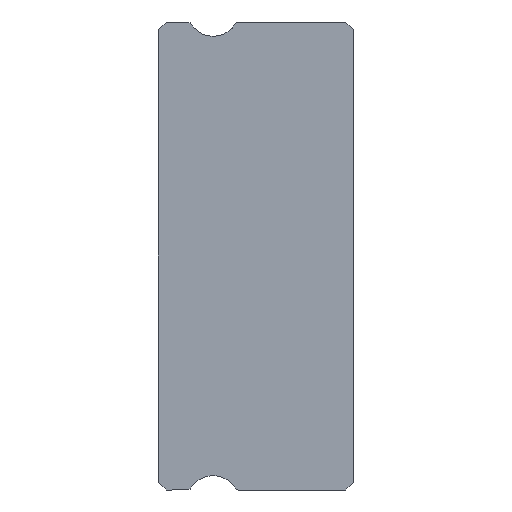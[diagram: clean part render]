
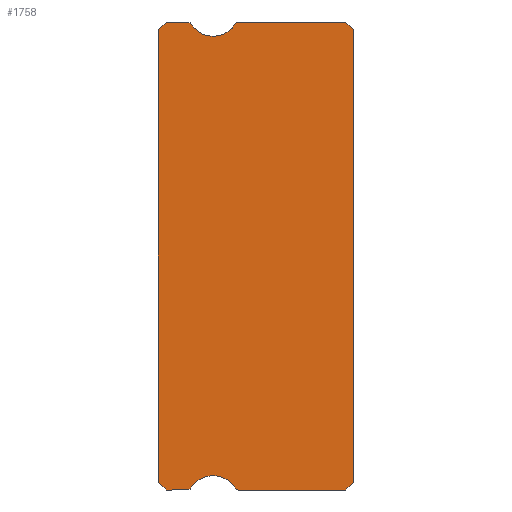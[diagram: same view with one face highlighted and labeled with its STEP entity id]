
A CAD part, left-side view. The second image highlights one B-rep face of the part: STEP entity #1758.
In plain terms, the highlighted planar face has unit normal (-1, 0, 0).
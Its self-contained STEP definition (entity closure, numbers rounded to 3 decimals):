
#16 = CARTESIAN_POINT ( 'NONE',  ( -10., 7.2, -9. ) ) ;
#28 = EDGE_CURVE ( 'NONE', #2595, #1483, #546, .T. ) ;
#39 = CARTESIAN_POINT ( 'NONE',  ( -10., 6.253, -8.928 ) ) ;
#87 = DIRECTION ( 'NONE',  ( 0., -1., 0. ) ) ;
#128 = LINE ( 'NONE', #2561, #1710 ) ;
#150 = LINE ( 'NONE', #1369, #3144 ) ;
#162 = LINE ( 'NONE', #1385, #3528 ) ;
#225 = EDGE_CURVE ( 'NONE', #3209, #3346, #472, .T. ) ;
#227 = EDGE_CURVE ( 'NONE', #2971, #2967, #2423, .T. ) ;
#247 = CARTESIAN_POINT ( 'NONE',  ( -10., 5.4, 9.45 ) ) ;
#288 = CARTESIAN_POINT ( 'NONE',  ( -10., 4.547, 8.928 ) ) ;
#303 = DIRECTION ( 'NONE',  ( 1., 0., 0. ) ) ;
#363 = AXIS2_PLACEMENT_3D ( 'NONE', #2062, #1844, #2670 ) ;
#393 = LINE ( 'NONE', #1979, #952 ) ;
#468 = EDGE_CURVE ( 'NONE', #1903, #960, #682, .T. ) ;
#472 = CIRCLE ( 'NONE', #605, 0.15 ) ;
#502 = LINE ( 'NONE', #3171, #2784 ) ;
#504 = DIRECTION ( 'NONE',  ( 1., 0., 0. ) ) ;
#521 = DIRECTION ( 'NONE',  ( 0., 0., 1. ) ) ;
#546 = LINE ( 'NONE', #3822, #2936 ) ;
#560 = CARTESIAN_POINT ( 'NONE',  ( -10., 7.5, 8.85 ) ) ;
#564 = DIRECTION ( 'NONE',  ( 0., 0.707, -0.707 ) ) ;
#569 = DIRECTION ( 'NONE',  ( -1., 0., 0. ) ) ;
#605 = AXIS2_PLACEMENT_3D ( 'NONE', #984, #2457, #1231 ) ;
#606 = CARTESIAN_POINT ( 'NONE',  ( -10., 7.5, 8.7 ) ) ;
#682 = CIRCLE ( 'NONE', #363, 0.15 ) ;
#740 = ORIENTED_EDGE ( 'NONE', *, *, #3104, .F. ) ;
#757 = ORIENTED_EDGE ( 'NONE', *, *, #227, .F. ) ;
#779 = VERTEX_POINT ( 'NONE', #2484 ) ;
#785 = EDGE_CURVE ( 'NONE', #2849, #2829, #128, .T. ) ;
#820 = DIRECTION ( 'NONE',  ( 0., 0.707, -0.707 ) ) ;
#941 = EDGE_CURVE ( 'NONE', #2829, #960, #162, .T. ) ;
#952 = VECTOR ( 'NONE', #87, 1000. ) ;
#960 = VERTEX_POINT ( 'NONE', #2327 ) ;
#984 = CARTESIAN_POINT ( 'NONE',  ( -10., 4.419, 8.85 ) ) ;
#1078 = LINE ( 'NONE', #1666, #3039 ) ;
#1093 = CARTESIAN_POINT ( 'NONE',  ( -10., 5.4, -9.45 ) ) ;
#1111 = ORIENTED_EDGE ( 'NONE', *, *, #785, .T. ) ;
#1130 = ORIENTED_EDGE ( 'NONE', *, *, #225, .F. ) ;
#1138 = CARTESIAN_POINT ( 'NONE',  ( -10., 7.2, 9. ) ) ;
#1223 = ORIENTED_EDGE ( 'NONE', *, *, #1534, .T. ) ;
#1231 = DIRECTION ( 'NONE',  ( 0., 0., -1. ) ) ;
#1303 = DIRECTION ( 'NONE',  ( 0., 0., -1. ) ) ;
#1305 = CARTESIAN_POINT ( 'NONE',  ( -10., 4.419, 9. ) ) ;
#1369 = CARTESIAN_POINT ( 'NONE',  ( -10., 6.381, -9. ) ) ;
#1385 = CARTESIAN_POINT ( 'NONE',  ( -10., 6.381, -9. ) ) ;
#1432 = VERTEX_POINT ( 'NONE', #1839 ) ;
#1441 = DIRECTION ( 'NONE',  ( 0., 0., -1. ) ) ;
#1453 = CIRCLE ( 'NONE', #3713, 1. ) ;
#1483 = VERTEX_POINT ( 'NONE', #606 ) ;
#1492 = VERTEX_POINT ( 'NONE', #2076 ) ;
#1534 = EDGE_CURVE ( 'NONE', #3342, #2967, #1078, .T. ) ;
#1582 = CARTESIAN_POINT ( 'NONE',  ( -10., 6.381, 9. ) ) ;
#1612 = ORIENTED_EDGE ( 'NONE', *, *, #28, .T. ) ;
#1652 = CARTESIAN_POINT ( 'NONE',  ( -10., 7.2, 9. ) ) ;
#1665 = CARTESIAN_POINT ( 'NONE',  ( -10., 4.419, -8.85 ) ) ;
#1666 = CARTESIAN_POINT ( 'NONE',  ( -10., 0., 8.7 ) ) ;
#1673 = ORIENTED_EDGE ( 'NONE', *, *, #2758, .F. ) ;
#1710 = VECTOR ( 'NONE', #3767, 1000. ) ;
#1713 = PLANE ( 'NONE',  #2229 ) ;
#1758 = ADVANCED_FACE ( 'NONE', ( #2996 ), #1713, .F. ) ;
#1797 = ORIENTED_EDGE ( 'NONE', *, *, #941, .T. ) ;
#1816 = CARTESIAN_POINT ( 'NONE',  ( -10., 6.253, 8.928 ) ) ;
#1839 = CARTESIAN_POINT ( 'NONE',  ( -10., 5.4, 8.45 ) ) ;
#1840 = DIRECTION ( 'NONE',  ( 0., 0., -1. ) ) ;
#1844 = DIRECTION ( 'NONE',  ( 1., 0., 0. ) ) ;
#1849 = AXIS2_PLACEMENT_3D ( 'NONE', #3687, #303, #1303 ) ;
#1872 = EDGE_CURVE ( 'NONE', #3056, #3688, #2347, .T. ) ;
#1903 = VERTEX_POINT ( 'NONE', #39 ) ;
#1914 = LINE ( 'NONE', #1652, #3165 ) ;
#1932 = DIRECTION ( 'NONE',  ( 0., 1., 0. ) ) ;
#1942 = DIRECTION ( 'NONE',  ( 1., 0., 0. ) ) ;
#1979 = CARTESIAN_POINT ( 'NONE',  ( -10., 6.381, 9. ) ) ;
#1996 = EDGE_CURVE ( 'NONE', #3056, #2595, #1914, .T. ) ;
#2007 = ORIENTED_EDGE ( 'NONE', *, *, #2122, .F. ) ;
#2062 = CARTESIAN_POINT ( 'NONE',  ( -10., 6.381, -8.85 ) ) ;
#2076 = CARTESIAN_POINT ( 'NONE',  ( -10., 0.3, -9. ) ) ;
#2081 = CIRCLE ( 'NONE', #3079, 0.15 ) ;
#2088 = CIRCLE ( 'NONE', #2396, 1. ) ;
#2090 = LINE ( 'NONE', #560, #3361 ) ;
#2122 = EDGE_CURVE ( 'NONE', #2849, #1483, #2090, .T. ) ;
#2151 = DIRECTION ( 'NONE',  ( -1., 0., 0. ) ) ;
#2193 = CARTESIAN_POINT ( 'NONE',  ( -10., 0.3, 9. ) ) ;
#2219 = DIRECTION ( 'NONE',  ( 0., 0., 1. ) ) ;
#2229 = AXIS2_PLACEMENT_3D ( 'NONE', #2660, #504, #2364 ) ;
#2273 = DIRECTION ( 'NONE',  ( 0., 1., 0. ) ) ;
#2291 = DIRECTION ( 'NONE',  ( 0., -1., 0. ) ) ;
#2297 = ORIENTED_EDGE ( 'NONE', *, *, #3297, .F. ) ;
#2316 = VERTEX_POINT ( 'NONE', #3029 ) ;
#2327 = CARTESIAN_POINT ( 'NONE',  ( -10., 6.381, -9. ) ) ;
#2347 = CIRCLE ( 'NONE', #1849, 0.15 ) ;
#2364 = DIRECTION ( 'NONE',  ( 0., 0., -1. ) ) ;
#2396 = AXIS2_PLACEMENT_3D ( 'NONE', #3312, #2151, #1840 ) ;
#2423 = LINE ( 'NONE', #3632, #2434 ) ;
#2434 = VECTOR ( 'NONE', #3384, 1000. ) ;
#2454 = CIRCLE ( 'NONE', #3275, 1. ) ;
#2457 = DIRECTION ( 'NONE',  ( 1., 0., 0. ) ) ;
#2482 = ORIENTED_EDGE ( 'NONE', *, *, #468, .F. ) ;
#2484 = CARTESIAN_POINT ( 'NONE',  ( -10., 4.419, -9. ) ) ;
#2485 = CARTESIAN_POINT ( 'NONE',  ( -10., 0., 8.7 ) ) ;
#2561 = CARTESIAN_POINT ( 'NONE',  ( -10., 7.2, -9. ) ) ;
#2595 = VERTEX_POINT ( 'NONE', #1138 ) ;
#2630 = ORIENTED_EDGE ( 'NONE', *, *, #3058, .F. ) ;
#2654 = ORIENTED_EDGE ( 'NONE', *, *, #1996, .T. ) ;
#2660 = CARTESIAN_POINT ( 'NONE',  ( -10., 6.381, 8.85 ) ) ;
#2664 = DIRECTION ( 'NONE',  ( -1., 0., 0. ) ) ;
#2670 = DIRECTION ( 'NONE',  ( 0., 0., -1. ) ) ;
#2737 = EDGE_CURVE ( 'NONE', #779, #2316, #2081, .T. ) ;
#2758 = EDGE_CURVE ( 'NONE', #1492, #779, #150, .T. ) ;
#2762 = EDGE_LOOP ( 'NONE', ( #2007, #1111, #1797, #2482, #2630, #3517, #1673, #3224, #1223, #757, #3374, #1130, #740, #2297, #2822, #2654, #1612 ) ) ;
#2784 = VECTOR ( 'NONE', #820, 1000. ) ;
#2822 = ORIENTED_EDGE ( 'NONE', *, *, #1872, .F. ) ;
#2829 = VERTEX_POINT ( 'NONE', #16 ) ;
#2849 = VERTEX_POINT ( 'NONE', #3626 ) ;
#2931 = EDGE_CURVE ( 'NONE', #3346, #2971, #393, .T. ) ;
#2936 = VECTOR ( 'NONE', #564, 1000. ) ;
#2939 = DIRECTION ( 'NONE',  ( 0., 0., -1. ) ) ;
#2967 = VERTEX_POINT ( 'NONE', #2485 ) ;
#2971 = VERTEX_POINT ( 'NONE', #2193 ) ;
#2996 = FACE_OUTER_BOUND ( 'NONE', #2762, .T. ) ;
#3016 = CARTESIAN_POINT ( 'NONE',  ( -10., 0., -8.7 ) ) ;
#3029 = CARTESIAN_POINT ( 'NONE',  ( -10., 4.547, -8.928 ) ) ;
#3039 = VECTOR ( 'NONE', #2219, 1000. ) ;
#3056 = VERTEX_POINT ( 'NONE', #1582 ) ;
#3058 = EDGE_CURVE ( 'NONE', #2316, #1903, #2454, .T. ) ;
#3079 = AXIS2_PLACEMENT_3D ( 'NONE', #1665, #1942, #3140 ) ;
#3104 = EDGE_CURVE ( 'NONE', #1432, #3209, #1453, .T. ) ;
#3140 = DIRECTION ( 'NONE',  ( 0., 0., -1. ) ) ;
#3144 = VECTOR ( 'NONE', #2273, 1000. ) ;
#3165 = VECTOR ( 'NONE', #1932, 1000. ) ;
#3171 = CARTESIAN_POINT ( 'NONE',  ( -10., 0., -8.7 ) ) ;
#3209 = VERTEX_POINT ( 'NONE', #288 ) ;
#3224 = ORIENTED_EDGE ( 'NONE', *, *, #3622, .F. ) ;
#3275 = AXIS2_PLACEMENT_3D ( 'NONE', #1093, #569, #2939 ) ;
#3297 = EDGE_CURVE ( 'NONE', #3688, #1432, #2088, .T. ) ;
#3312 = CARTESIAN_POINT ( 'NONE',  ( -10., 5.4, 9.45 ) ) ;
#3342 = VERTEX_POINT ( 'NONE', #3016 ) ;
#3346 = VERTEX_POINT ( 'NONE', #1305 ) ;
#3361 = VECTOR ( 'NONE', #521, 1000. ) ;
#3374 = ORIENTED_EDGE ( 'NONE', *, *, #2931, .F. ) ;
#3384 = DIRECTION ( 'NONE',  ( 0., -0.707, -0.707 ) ) ;
#3517 = ORIENTED_EDGE ( 'NONE', *, *, #2737, .F. ) ;
#3528 = VECTOR ( 'NONE', #2291, 1000. ) ;
#3622 = EDGE_CURVE ( 'NONE', #3342, #1492, #502, .T. ) ;
#3626 = CARTESIAN_POINT ( 'NONE',  ( -10., 7.5, -8.7 ) ) ;
#3632 = CARTESIAN_POINT ( 'NONE',  ( -10., 0.3, 9. ) ) ;
#3687 = CARTESIAN_POINT ( 'NONE',  ( -10., 6.381, 8.85 ) ) ;
#3688 = VERTEX_POINT ( 'NONE', #1816 ) ;
#3713 = AXIS2_PLACEMENT_3D ( 'NONE', #247, #2664, #1441 ) ;
#3767 = DIRECTION ( 'NONE',  ( 0., -0.707, -0.707 ) ) ;
#3822 = CARTESIAN_POINT ( 'NONE',  ( -10., 7.5, 8.7 ) ) ;
